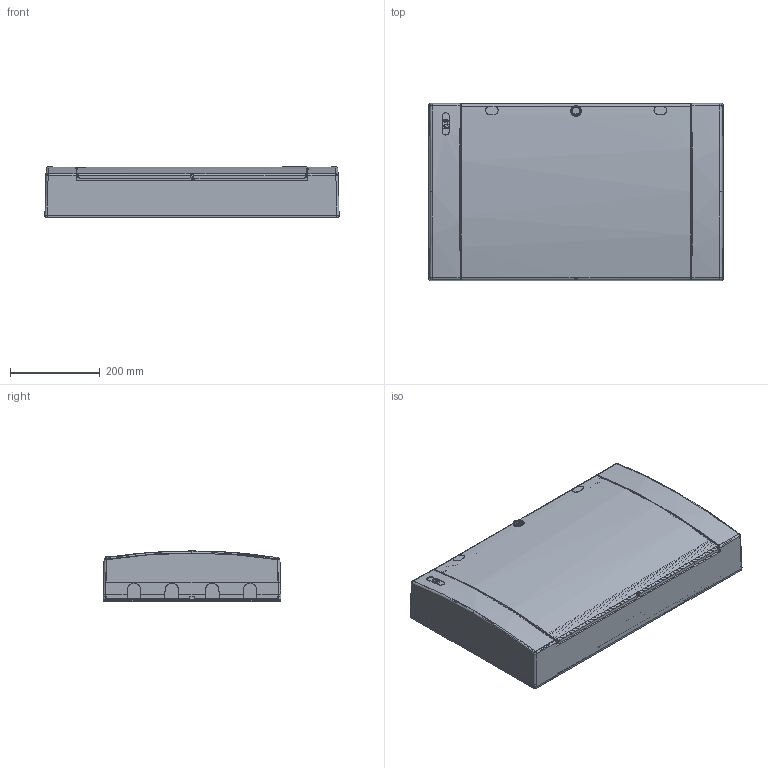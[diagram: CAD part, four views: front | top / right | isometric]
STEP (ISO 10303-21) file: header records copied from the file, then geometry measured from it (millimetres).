
FILE_DESCRIPTION((''),'2;1');
FILE_NAME('N4X18C_ASM','2021-03-19T',('marketing.praksa'),('Audax d.o.o.'),'CREO PARAMETRIC BY PTC INC, 2017480','CREO PARAMETRIC BY PTC INC, 2017480','');
FILE_SCHEMA(('AUTOMOTIVE_DESIGN { 1 0 10303 214 1 1 1 1 }'));
Products named in the file (9): VRATA_4X18C_MODEL; MASKA_N4X18C; KUCISTE_4X18C_18_04_2019_; N4X18C_1_ASM; ETI_LOGO_1_1_1_1_1_2; ETI_LOGO_2_1_1_1_1_2; ETI_LOGO_3_1_1_1_1_2; 1X18_DIN; N4X18C_ASM
Assembly tree (11 placements, depth 3):
  N4X18C_ASM
    N4X18C_1_ASM
      VRATA_4X18C_MODEL
      MASKA_N4X18C
      KUCISTE_4X18C_18_04_2019_
    ETI_LOGO_1_1_1_1_1_2
    ETI_LOGO_2_1_1_1_1_2
    ETI_LOGO_3_1_1_1_1_2
    1X18_DIN  x4
Bounding box: 654.6 x 395.8 x 111.6 mm (x, y, z)
Volume: 2293163.8 mm3; surface area: 2084754.3 mm2
Topology: 10 solids, 10 shells, 4120 faces, 11640 edges, 7712 vertices
Faces by surface type: plane 2614, cylinder 1007, cone 355, extrusion 77, torus 37, bspline 26, sphere 4
Entity records: 201491 total; most frequent: CARTESIAN_POINT 39080, ORIENTED_EDGE 22708, DIRECTION 17417, PRESENTATION_STYLE_ASSIGNMENT 15462, STYLED_ITEM 15462, CURVE_STYLE 11431, EDGE_CURVE 11354, VERTEX_POINT 7520
